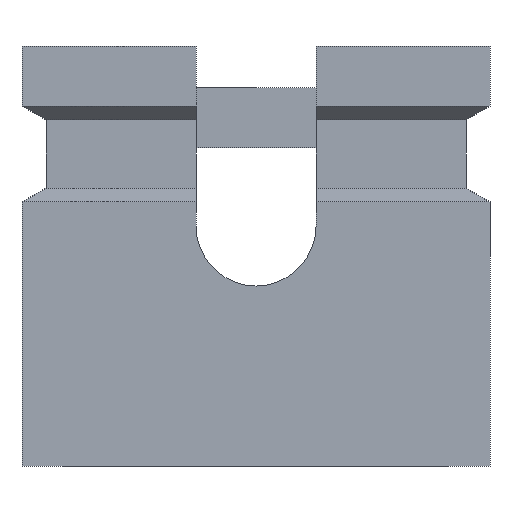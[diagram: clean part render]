
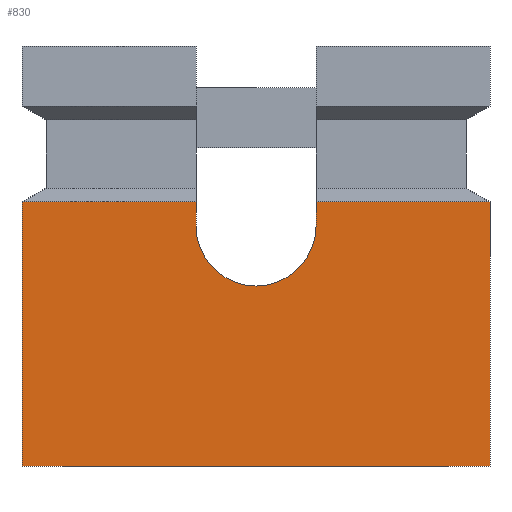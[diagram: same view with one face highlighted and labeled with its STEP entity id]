
A CAD part, front view. The second image highlights one B-rep face of the part: STEP entity #830.
In plain terms, the highlighted planar face has unit normal (0, -1, 0).
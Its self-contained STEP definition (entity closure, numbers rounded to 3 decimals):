
#81 = VERTEX_POINT('',#82);
#82 = CARTESIAN_POINT('',(0.5,-0.95,4.));
#88 = EDGE_CURVE('',#89,#81,#91,.T.);
#89 = VERTEX_POINT('',#90);
#90 = CARTESIAN_POINT('',(0.,-0.95,3.5));
#91 = CIRCLE('',#92,0.5);
#92 = AXIS2_PLACEMENT_3D('',#93,#94,#95);
#93 = CARTESIAN_POINT('',(0.,-0.95,4.));
#94 = DIRECTION('',(0.,-1.,0.));
#95 = DIRECTION('',(0.,0.,-1.));
#539 = EDGE_CURVE('',#540,#89,#542,.T.);
#540 = VERTEX_POINT('',#541);
#541 = CARTESIAN_POINT('',(-0.5,-0.95,4.));
#542 = CIRCLE('',#543,0.5);
#543 = AXIS2_PLACEMENT_3D('',#544,#545,#546);
#544 = CARTESIAN_POINT('',(0.,-0.95,4.));
#545 = DIRECTION('',(0.,-1.,0.));
#546 = DIRECTION('',(0.,0.,-1.));
#699 = VERTEX_POINT('',#700);
#700 = CARTESIAN_POINT('',(-1.95,-0.95,4.2));
#717 = VERTEX_POINT('',#718);
#718 = CARTESIAN_POINT('',(-1.95,-0.95,2.));
#724 = EDGE_CURVE('',#717,#699,#725,.T.);
#725 = LINE('',#726,#727);
#726 = CARTESIAN_POINT('',(-1.95,-0.95,2.));
#727 = VECTOR('',#728,1.);
#728 = DIRECTION('',(0.,0.,1.));
#782 = VERTEX_POINT('',#783);
#783 = CARTESIAN_POINT('',(1.95,-0.95,2.));
#789 = EDGE_CURVE('',#782,#717,#790,.T.);
#790 = LINE('',#791,#792);
#791 = CARTESIAN_POINT('',(-1.95,-0.95,2.));
#792 = VECTOR('',#793,1.);
#793 = DIRECTION('',(-1.,-0.,0.));
#813 = VERTEX_POINT('',#814);
#814 = CARTESIAN_POINT('',(1.95,-0.95,4.2));
#820 = EDGE_CURVE('',#813,#782,#821,.T.);
#821 = LINE('',#822,#823);
#822 = CARTESIAN_POINT('',(1.95,-0.95,4.2));
#823 = VECTOR('',#824,1.);
#824 = DIRECTION('',(0.,0.,-1.));
#830 = ADVANCED_FACE('',(#831),#866,.F.);
#831 = FACE_BOUND('',#832,.T.);
#832 = EDGE_LOOP('',(#833,#841,#847,#848,#849,#857,#863,#864,#865));
#833 = ORIENTED_EDGE('',*,*,#834,.F.);
#834 = EDGE_CURVE('',#835,#813,#837,.T.);
#835 = VERTEX_POINT('',#836);
#836 = CARTESIAN_POINT('',(0.5,-0.95,4.2));
#837 = LINE('',#838,#839);
#838 = CARTESIAN_POINT('',(-1.95,-0.95,4.2));
#839 = VECTOR('',#840,1.);
#840 = DIRECTION('',(1.,0.,0.));
#841 = ORIENTED_EDGE('',*,*,#842,.F.);
#842 = EDGE_CURVE('',#81,#835,#843,.T.);
#843 = LINE('',#844,#845);
#844 = CARTESIAN_POINT('',(0.5,-0.95,5.5));
#845 = VECTOR('',#846,1.);
#846 = DIRECTION('',(0.,-0.,1.));
#847 = ORIENTED_EDGE('',*,*,#88,.F.);
#848 = ORIENTED_EDGE('',*,*,#539,.F.);
#849 = ORIENTED_EDGE('',*,*,#850,.F.);
#850 = EDGE_CURVE('',#851,#540,#853,.T.);
#851 = VERTEX_POINT('',#852);
#852 = CARTESIAN_POINT('',(-0.5,-0.95,4.2));
#853 = LINE('',#854,#855);
#854 = CARTESIAN_POINT('',(-0.5,-0.95,5.5));
#855 = VECTOR('',#856,1.);
#856 = DIRECTION('',(0.,0.,-1.));
#857 = ORIENTED_EDGE('',*,*,#858,.F.);
#858 = EDGE_CURVE('',#699,#851,#859,.T.);
#859 = LINE('',#860,#861);
#860 = CARTESIAN_POINT('',(-1.95,-0.95,4.2));
#861 = VECTOR('',#862,1.);
#862 = DIRECTION('',(1.,0.,0.));
#863 = ORIENTED_EDGE('',*,*,#724,.F.);
#864 = ORIENTED_EDGE('',*,*,#789,.F.);
#865 = ORIENTED_EDGE('',*,*,#820,.F.);
#866 = PLANE('',#867);
#867 = AXIS2_PLACEMENT_3D('',#868,#869,#870);
#868 = CARTESIAN_POINT('',(0.,-0.95,0.));
#869 = DIRECTION('',(-0.,1.,0.));
#870 = DIRECTION('',(0.,0.,1.));
